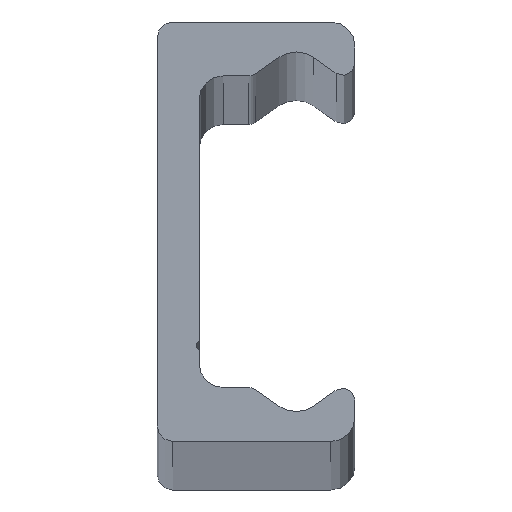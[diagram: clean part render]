
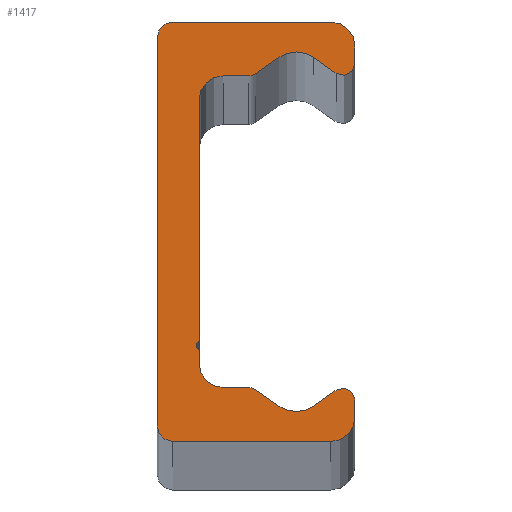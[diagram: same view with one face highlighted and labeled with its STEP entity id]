
A CAD part, top view. The second image highlights one B-rep face of the part: STEP entity #1417.
In plain terms, the highlighted planar face has unit normal (0, 0, 1).
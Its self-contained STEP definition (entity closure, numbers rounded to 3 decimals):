
#34=VECTOR('',#1909,1.);
#39=VECTOR('',#1921,1.);
#43=VECTOR('',#1932,1.);
#47=VECTOR('',#1943,1.);
#51=VECTOR('',#1954,1.);
#55=VECTOR('',#1965,1.);
#59=VECTOR('',#1976,1.);
#63=VECTOR('',#1987,1.);
#67=VECTOR('',#1998,1.);
#71=VECTOR('',#2009,1.);
#75=VECTOR('',#2020,1.);
#79=VECTOR('',#2031,1.);
#83=VECTOR('',#2042,1.);
#86=LINE('',#2286,#34);
#91=LINE('',#2301,#39);
#95=LINE('',#2313,#43);
#99=LINE('',#2325,#47);
#103=LINE('',#2337,#51);
#107=LINE('',#2349,#55);
#111=LINE('',#2361,#59);
#115=LINE('',#2373,#63);
#119=LINE('',#2385,#67);
#123=LINE('',#2397,#71);
#127=LINE('',#2409,#75);
#131=LINE('',#2421,#79);
#135=LINE('',#2433,#83);
#151=PLANE('',#1616);
#269=VERTEX_POINT('',#2287);
#270=VERTEX_POINT('',#2288);
#273=VERTEX_POINT('',#2296);
#275=VERTEX_POINT('',#2302);
#277=VERTEX_POINT('',#2308);
#279=VERTEX_POINT('',#2314);
#281=VERTEX_POINT('',#2320);
#283=VERTEX_POINT('',#2326);
#285=VERTEX_POINT('',#2332);
#287=VERTEX_POINT('',#2338);
#289=VERTEX_POINT('',#2344);
#291=VERTEX_POINT('',#2350);
#293=VERTEX_POINT('',#2356);
#295=VERTEX_POINT('',#2362);
#297=VERTEX_POINT('',#2368);
#299=VERTEX_POINT('',#2374);
#301=VERTEX_POINT('',#2380);
#303=VERTEX_POINT('',#2386);
#305=VERTEX_POINT('',#2392);
#307=VERTEX_POINT('',#2398);
#309=VERTEX_POINT('',#2404);
#311=VERTEX_POINT('',#2410);
#313=VERTEX_POINT('',#2416);
#315=VERTEX_POINT('',#2422);
#317=VERTEX_POINT('',#2428);
#319=VERTEX_POINT('',#2434);
#408=CIRCLE('',#1566,2.);
#410=CIRCLE('',#1570,1.);
#412=CIRCLE('',#1574,2.5);
#414=CIRCLE('',#1578,1.);
#416=CIRCLE('',#1582,2.);
#418=CIRCLE('',#1586,0.5);
#420=CIRCLE('',#1590,2.);
#422=CIRCLE('',#1594,1.);
#424=CIRCLE('',#1598,2.5);
#426=CIRCLE('',#1602,1.);
#428=CIRCLE('',#1606,2.);
#430=CIRCLE('',#1610,1.3);
#432=CIRCLE('',#1614,1.3);
#521=EDGE_CURVE('',#269,#270,#86,.T.);
#525=EDGE_CURVE('',#270,#273,#408,.T.);
#528=EDGE_CURVE('',#273,#275,#91,.T.);
#531=EDGE_CURVE('',#275,#277,#410,.T.);
#534=EDGE_CURVE('',#277,#279,#95,.T.);
#537=EDGE_CURVE('',#279,#281,#412,.T.);
#540=EDGE_CURVE('',#281,#283,#99,.T.);
#543=EDGE_CURVE('',#283,#285,#414,.T.);
#546=EDGE_CURVE('',#285,#287,#103,.T.);
#549=EDGE_CURVE('',#287,#289,#416,.T.);
#552=EDGE_CURVE('',#289,#291,#107,.T.);
#555=EDGE_CURVE('',#291,#293,#418,.T.);
#558=EDGE_CURVE('',#293,#295,#111,.T.);
#561=EDGE_CURVE('',#295,#297,#420,.T.);
#564=EDGE_CURVE('',#297,#299,#115,.T.);
#567=EDGE_CURVE('',#299,#301,#422,.T.);
#570=EDGE_CURVE('',#301,#303,#119,.T.);
#573=EDGE_CURVE('',#303,#305,#424,.T.);
#576=EDGE_CURVE('',#305,#307,#123,.T.);
#579=EDGE_CURVE('',#307,#309,#426,.T.);
#582=EDGE_CURVE('',#309,#311,#127,.T.);
#585=EDGE_CURVE('',#311,#313,#428,.T.);
#588=EDGE_CURVE('',#313,#315,#131,.T.);
#591=EDGE_CURVE('',#315,#317,#430,.T.);
#594=EDGE_CURVE('',#317,#319,#135,.T.);
#597=EDGE_CURVE('',#319,#269,#432,.T.);
#877=ORIENTED_EDGE('',*,*,#521,.F.);
#878=ORIENTED_EDGE('',*,*,#597,.F.);
#879=ORIENTED_EDGE('',*,*,#594,.F.);
#880=ORIENTED_EDGE('',*,*,#591,.F.);
#881=ORIENTED_EDGE('',*,*,#588,.F.);
#882=ORIENTED_EDGE('',*,*,#585,.F.);
#883=ORIENTED_EDGE('',*,*,#582,.F.);
#884=ORIENTED_EDGE('',*,*,#579,.F.);
#885=ORIENTED_EDGE('',*,*,#576,.F.);
#886=ORIENTED_EDGE('',*,*,#573,.F.);
#887=ORIENTED_EDGE('',*,*,#570,.F.);
#888=ORIENTED_EDGE('',*,*,#567,.F.);
#889=ORIENTED_EDGE('',*,*,#564,.F.);
#890=ORIENTED_EDGE('',*,*,#561,.F.);
#891=ORIENTED_EDGE('',*,*,#558,.F.);
#892=ORIENTED_EDGE('',*,*,#555,.F.);
#893=ORIENTED_EDGE('',*,*,#552,.F.);
#894=ORIENTED_EDGE('',*,*,#549,.F.);
#895=ORIENTED_EDGE('',*,*,#546,.F.);
#896=ORIENTED_EDGE('',*,*,#543,.F.);
#897=ORIENTED_EDGE('',*,*,#540,.F.);
#898=ORIENTED_EDGE('',*,*,#537,.F.);
#899=ORIENTED_EDGE('',*,*,#534,.F.);
#900=ORIENTED_EDGE('',*,*,#531,.F.);
#901=ORIENTED_EDGE('',*,*,#528,.F.);
#902=ORIENTED_EDGE('',*,*,#525,.F.);
#1129=EDGE_LOOP('',(#877,#878,#879,#880,#881,#882,#883,#884,#885,#886,#887,
#888,#889,#890,#891,#892,#893,#894,#895,#896,#897,#898,#899,#900,#901,#902));
#1331=FACE_BOUND('',#1129,.T.);
#1417=ADVANCED_FACE('',(#1331),#151,.T.);
#1566=AXIS2_PLACEMENT_3D('',#2295,#1915,#1916);
#1570=AXIS2_PLACEMENT_3D('',#2307,#1926,#1927);
#1574=AXIS2_PLACEMENT_3D('',#2319,#1937,#1938);
#1578=AXIS2_PLACEMENT_3D('',#2331,#1948,#1949);
#1582=AXIS2_PLACEMENT_3D('',#2343,#1959,#1960);
#1586=AXIS2_PLACEMENT_3D('',#2355,#1970,#1971);
#1590=AXIS2_PLACEMENT_3D('',#2367,#1981,#1982);
#1594=AXIS2_PLACEMENT_3D('',#2379,#1992,#1993);
#1598=AXIS2_PLACEMENT_3D('',#2391,#2003,#2004);
#1602=AXIS2_PLACEMENT_3D('',#2403,#2014,#2015);
#1606=AXIS2_PLACEMENT_3D('',#2415,#2025,#2026);
#1610=AXIS2_PLACEMENT_3D('',#2427,#2036,#2037);
#1614=AXIS2_PLACEMENT_3D('',#2439,#2047,#2048);
#1616=AXIS2_PLACEMENT_3D('',#2441,#2051,$);
#1909=DIRECTION('',(1.,0.,0.));
#1915=DIRECTION('',(0.,0.,-1.));
#1916=DIRECTION('',(2.,0.,0.));
#1921=DIRECTION('',(0.,-1.,0.));
#1926=DIRECTION('',(0.,0.,-1.));
#1927=DIRECTION('',(1.,0.,0.));
#1932=DIRECTION('',(-0.819,0.574,0.));
#1937=DIRECTION('',(0.,0.,1.));
#1938=DIRECTION('',(2.5,0.,0.));
#1943=DIRECTION('',(-0.819,-0.574,0.));
#1948=DIRECTION('',(0.,0.,-1.));
#1949=DIRECTION('',(1.,0.,0.));
#1954=DIRECTION('',(-1.,0.,0.));
#1959=DIRECTION('',(0.,0.,1.));
#1960=DIRECTION('',(2.,0.,0.));
#1965=DIRECTION('',(0.,-1.,0.));
#1970=DIRECTION('',(0.,0.,1.));
#1971=DIRECTION('',(0.5,0.,0.));
#1976=DIRECTION('',(0.,-1.,0.));
#1981=DIRECTION('',(0.,0.,1.));
#1982=DIRECTION('',(2.,0.,0.));
#1987=DIRECTION('',(1.,0.,0.));
#1992=DIRECTION('',(0.,0.,-1.));
#1993=DIRECTION('',(1.,0.,0.));
#1998=DIRECTION('',(0.819,-0.574,0.));
#2003=DIRECTION('',(0.,0.,1.));
#2004=DIRECTION('',(2.5,0.,0.));
#2009=DIRECTION('',(0.819,0.574,0.));
#2014=DIRECTION('',(0.,0.,-1.));
#2015=DIRECTION('',(1.,0.,0.));
#2020=DIRECTION('',(0.,-1.,0.));
#2025=DIRECTION('',(0.,0.,-1.));
#2026=DIRECTION('',(2.,0.,0.));
#2031=DIRECTION('',(-1.,0.,0.));
#2036=DIRECTION('',(0.,0.,-1.));
#2037=DIRECTION('',(1.3,0.,0.));
#2042=DIRECTION('',(0.,1.,0.));
#2047=DIRECTION('',(0.,0.,-1.));
#2048=DIRECTION('',(1.3,0.,0.));
#2051=DIRECTION('',(0.,0.,1.));
#2286=CARTESIAN_POINT('',(14.5,17.5,2320.));
#2287=CARTESIAN_POINT('',(1.3,17.5,2320.));
#2288=CARTESIAN_POINT('',(14.5,17.5,2320.));
#2295=CARTESIAN_POINT('',(14.5,15.5,2320.));
#2296=CARTESIAN_POINT('',(16.5,15.5,2320.));
#2301=CARTESIAN_POINT('',(16.5,14.042,2320.));
#2302=CARTESIAN_POINT('',(16.5,14.042,2320.));
#2307=CARTESIAN_POINT('',(15.5,14.042,2320.));
#2308=CARTESIAN_POINT('',(14.926,13.223,2320.));
#2313=CARTESIAN_POINT('',(13.034,14.548,2320.));
#2314=CARTESIAN_POINT('',(13.034,14.548,2320.));
#2319=CARTESIAN_POINT('',(11.6,12.5,2320.));
#2320=CARTESIAN_POINT('',(10.166,14.548,2320.));
#2325=CARTESIAN_POINT('',(8.214,13.181,2320.));
#2326=CARTESIAN_POINT('',(8.214,13.181,2320.));
#2331=CARTESIAN_POINT('',(7.64,14.,2320.));
#2332=CARTESIAN_POINT('',(7.64,13.,2320.));
#2337=CARTESIAN_POINT('',(5.5,13.,2320.));
#2338=CARTESIAN_POINT('',(5.5,13.,2320.));
#2343=CARTESIAN_POINT('',(5.5,11.,2320.));
#2344=CARTESIAN_POINT('',(3.5,11.,2320.));
#2349=CARTESIAN_POINT('',(3.5,-9.067,2320.));
#2350=CARTESIAN_POINT('',(3.5,-9.067,2320.));
#2355=CARTESIAN_POINT('',(3.75,-9.5,2320.));
#2356=CARTESIAN_POINT('',(3.5,-9.933,2320.));
#2361=CARTESIAN_POINT('',(3.5,-11.,2320.));
#2362=CARTESIAN_POINT('',(3.5,-11.,2320.));
#2367=CARTESIAN_POINT('',(5.5,-11.,2320.));
#2368=CARTESIAN_POINT('',(5.5,-13.,2320.));
#2373=CARTESIAN_POINT('',(7.64,-13.,2320.));
#2374=CARTESIAN_POINT('',(7.64,-13.,2320.));
#2379=CARTESIAN_POINT('',(7.64,-14.,2320.));
#2380=CARTESIAN_POINT('',(8.214,-13.181,2320.));
#2385=CARTESIAN_POINT('',(10.166,-14.548,2320.));
#2386=CARTESIAN_POINT('',(10.166,-14.548,2320.));
#2391=CARTESIAN_POINT('',(11.6,-12.5,2320.));
#2392=CARTESIAN_POINT('',(13.034,-14.548,2320.));
#2397=CARTESIAN_POINT('',(14.926,-13.223,2320.));
#2398=CARTESIAN_POINT('',(14.926,-13.223,2320.));
#2403=CARTESIAN_POINT('',(15.5,-14.042,2320.));
#2404=CARTESIAN_POINT('',(16.5,-14.042,2320.));
#2409=CARTESIAN_POINT('',(16.5,-15.5,2320.));
#2410=CARTESIAN_POINT('',(16.5,-15.5,2320.));
#2415=CARTESIAN_POINT('',(14.5,-15.5,2320.));
#2416=CARTESIAN_POINT('',(14.5,-17.5,2320.));
#2421=CARTESIAN_POINT('',(1.3,-17.5,2320.));
#2422=CARTESIAN_POINT('',(1.3,-17.5,2320.));
#2427=CARTESIAN_POINT('',(1.3,-16.2,2320.));
#2428=CARTESIAN_POINT('',(0.,-16.2,2320.));
#2433=CARTESIAN_POINT('',(0.,16.2,2320.));
#2434=CARTESIAN_POINT('',(0.,16.2,2320.));
#2439=CARTESIAN_POINT('',(1.3,16.2,2320.));
#2441=CARTESIAN_POINT('',(5.942,-0.014,2320.));
